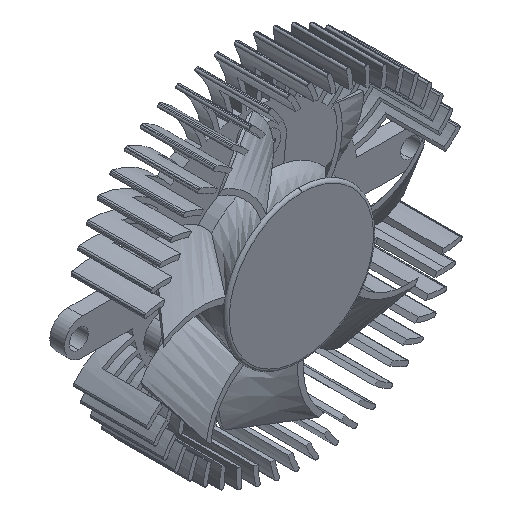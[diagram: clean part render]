
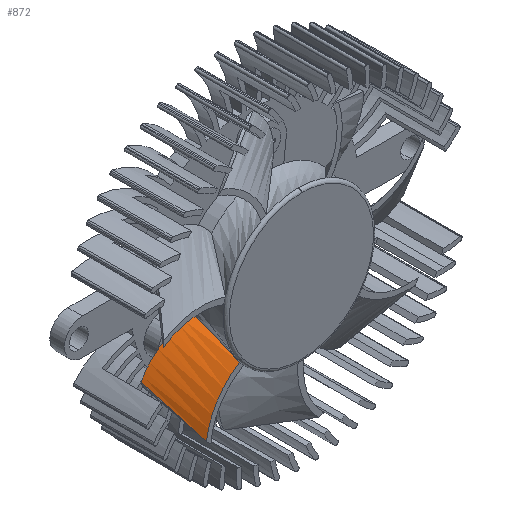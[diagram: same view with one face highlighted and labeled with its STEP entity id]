
A CAD part, isometric view. The second image highlights one B-rep face of the part: STEP entity #872.
In plain terms, the highlighted free-form (B-spline) face has degree [3, 3] with [7, 7] control points.
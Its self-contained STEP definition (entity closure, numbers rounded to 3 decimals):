
#22 = CARTESIAN_POINT ( 'NONE',  ( -16.28, 1.667, 6.091 ) ) ;
#137 = CARTESIAN_POINT ( 'NONE',  ( -20.818, 0., 6.661 ) ) ;
#268 = CARTESIAN_POINT ( 'NONE',  ( -15.274, 5.05, 16.557 ) ) ;
#793 = LINE ( 'NONE', #10826, #14609 ) ;
#872 = ADVANCED_FACE ( 'NONE', ( #17653 ), #2870, .T. ) ;
#1055 = EDGE_CURVE ( 'NONE', #26207, #8868, #793, .T. ) ;
#1302 = CARTESIAN_POINT ( 'NONE',  ( -19.771, 0., 5.142 ) ) ;
#1823 = CARTESIAN_POINT ( 'NONE',  ( -13.625, 5., 11.439 ) ) ;
#1986 = ORIENTED_EDGE ( 'NONE', *, *, #7529, .T. ) ;
#2544 = VERTEX_POINT ( 'NONE', #10417 ) ;
#2688 = CARTESIAN_POINT ( 'NONE',  ( -10.553, 5.017, 8.241 ) ) ;
#2801 = CARTESIAN_POINT ( 'NONE',  ( -13.625, 5., 11.439 ) ) ;
#2870 = B_SPLINE_SURFACE_WITH_KNOTS ( 'NONE', 3, 3, ( 
 ( #30232, #24733, #8141, #27532, #10913, #30351, #13688 ),
 ( #33168, #16458, #35959, #19232, #2688, #22060, #5464 ),
 ( #24838, #8253, #27657, #11030, #30461, #13811, #33295 ),
 ( #16572, #22, #19360, #2801, #22172, #5576, #24968 ),
 ( #8362, #27767, #11155, #30572, #13914, #33416, #16697 ),
 ( #137, #19472, #2930, #22294, #5689, #25092, #8488 ),
 ( #27883, #11274, #30696, #14031, #33521, #16815, #268 ) ),
 .UNSPECIFIED., .F., .F., .F.,
 ( 4, 1, 1, 1, 4 ),
 ( 4, 3, 4 ),
 ( 0., 0.012, 0.024, 0.035, 0.047 ),
 ( 0., 1., 1.01 ),
 .UNSPECIFIED. ) ;
#2930 = CARTESIAN_POINT ( 'NONE',  ( -17.086, 3.333, 12.611 ) ) ;
#4057 = CARTESIAN_POINT ( 'NONE',  ( -21.22, 0., 7.48 ) ) ;
#4455 = CARTESIAN_POINT ( 'NONE',  ( -21.22, 0., 7.48 ) ) ;
#4589 = CARTESIAN_POINT ( 'NONE',  ( -10.562, 5., 8.221 ) ) ;
#5464 = CARTESIAN_POINT ( 'NONE',  ( -10.535, 5.05, 8.281 ) ) ;
#5576 = CARTESIAN_POINT ( 'NONE',  ( -13.599, 5.033, 11.492 ) ) ;
#5689 = CARTESIAN_POINT ( 'NONE',  ( -15.202, 5.017, 15.616 ) ) ;
#5910 = CARTESIAN_POINT ( 'NONE',  ( -12.288, 0., 2.292 ) ) ;
#7529 = EDGE_CURVE ( 'NONE', #8868, #2544, #11031, .T. ) ;
#8141 = CARTESIAN_POINT ( 'NONE',  ( -10.638, 3.333, 5.926 ) ) ;
#8253 = CARTESIAN_POINT ( 'NONE',  ( -14.009, 1.667, 4.709 ) ) ;
#8362 = CARTESIAN_POINT ( 'NONE',  ( -19.771, 0., 5.142 ) ) ;
#8488 = CARTESIAN_POINT ( 'NONE',  ( -15.165, 5.05, 15.675 ) ) ;
#8868 = VERTEX_POINT ( 'NONE', #17850 ) ;
#9743 = CARTESIAN_POINT ( 'NONE',  ( -12.288, 0., 2.292 ) ) ;
#10417 = CARTESIAN_POINT ( 'NONE',  ( -9.813, 5., 7.743 ) ) ;
#10826 = CARTESIAN_POINT ( 'NONE',  ( -18.276, 2.5, 11.974 ) ) ;
#10904 = ORIENTED_EDGE ( 'NONE', *, *, #1055, .T. ) ;
#10913 = CARTESIAN_POINT ( 'NONE',  ( -9.805, 5.017, 7.761 ) ) ;
#11030 = CARTESIAN_POINT ( 'NONE',  ( -11.953, 5., 9.343 ) ) ;
#11031 = B_SPLINE_CURVE_WITH_KNOTS ( 'NONE', 3,
 ( #32302, #35070, #18363, #1823, #21180, #4589, #23974 ),
 .UNSPECIFIED., .F., .F.,
 ( 4, 1, 1, 1, 4 ),
 ( 0., 0.003, 0.005, 0.008, 0.011 ),
 .UNSPECIFIED. ) ;
#11155 = CARTESIAN_POINT ( 'NONE',  ( -16.459, 3.333, 10.946 ) ) ;
#11274 = CARTESIAN_POINT ( 'NONE',  ( -19.258, 1.667, 10.476 ) ) ;
#12258 = CARTESIAN_POINT ( 'NONE',  ( -13.199, 0., 2.235 ) ) ;
#13434 = VERTEX_POINT ( 'NONE', #9743 ) ;
#13688 = CARTESIAN_POINT ( 'NONE',  ( -9.789, 5.05, 7.797 ) ) ;
#13811 = CARTESIAN_POINT ( 'NONE',  ( -11.933, 5.033, 9.389 ) ) ;
#13914 = CARTESIAN_POINT ( 'NONE',  ( -14.786, 5.017, 13.877 ) ) ;
#14031 = CARTESIAN_POINT ( 'NONE',  ( -15.333, 5., 16.467 ) ) ;
#14594 = EDGE_CURVE ( 'NONE', #13434, #2544, #25482, .T. ) ;
#14609 = VECTOR ( 'NONE', #27439, 1000. ) ;
#16458 = CARTESIAN_POINT ( 'NONE',  ( -12.32, 1.667, 4.231 ) ) ;
#16572 = CARTESIAN_POINT ( 'NONE',  ( -17.608, 0., 3.417 ) ) ;
#16697 = CARTESIAN_POINT ( 'NONE',  ( -14.753, 5.05, 13.935 ) ) ;
#16815 = CARTESIAN_POINT ( 'NONE',  ( -15.293, 5.033, 16.527 ) ) ;
#17033 = CARTESIAN_POINT ( 'NONE',  ( -9.813, 5., 7.743 ) ) ;
#17653 = FACE_OUTER_BOUND ( 'NONE', #27062, .T. ) ;
#17797 = ORIENTED_EDGE ( 'NONE', *, *, #14594, .F. ) ;
#17822 = CARTESIAN_POINT ( 'NONE',  ( -17.608, 0., 3.417 ) ) ;
#17850 = CARTESIAN_POINT ( 'NONE',  ( -15.333, 5., 16.467 ) ) ;
#18363 = CARTESIAN_POINT ( 'NONE',  ( -14.803, 5., 13.848 ) ) ;
#19232 = CARTESIAN_POINT ( 'NONE',  ( -10.562, 5., 8.221 ) ) ;
#19360 = CARTESIAN_POINT ( 'NONE',  ( -14.953, 3.333, 8.765 ) ) ;
#19472 = CARTESIAN_POINT ( 'NONE',  ( -18.952, 1.667, 9.636 ) ) ;
#20617 = CARTESIAN_POINT ( 'NONE',  ( -20.818, 0., 6.661 ) ) ;
#21180 = CARTESIAN_POINT ( 'NONE',  ( -11.953, 5., 9.343 ) ) ;
#22060 = CARTESIAN_POINT ( 'NONE',  ( -10.544, 5.033, 8.261 ) ) ;
#22172 = CARTESIAN_POINT ( 'NONE',  ( -13.612, 5.017, 11.466 ) ) ;
#22294 = CARTESIAN_POINT ( 'NONE',  ( -15.22, 5., 15.586 ) ) ;
#23974 = CARTESIAN_POINT ( 'NONE',  ( -9.813, 5., 7.743 ) ) ;
#24733 = CARTESIAN_POINT ( 'NONE',  ( -11.463, 1.667, 4.109 ) ) ;
#24838 = CARTESIAN_POINT ( 'NONE',  ( -15.037, 0., 2.392 ) ) ;
#24968 = CARTESIAN_POINT ( 'NONE',  ( -13.586, 5.05, 11.519 ) ) ;
#25092 = CARTESIAN_POINT ( 'NONE',  ( -15.183, 5.033, 15.645 ) ) ;
#25309 = CARTESIAN_POINT ( 'NONE',  ( -11.463, 1.667, 4.109 ) ) ;
#25482 = B_SPLINE_CURVE_WITH_KNOTS ( 'NONE', 3,
 ( #5910, #25309, #33751, #17033 ),
 .UNSPECIFIED., .F., .F.,
 ( 4, 4 ),
 ( 0., 0.008 ),
 .UNSPECIFIED. ) ;
#26111 = CARTESIAN_POINT ( 'NONE',  ( -12.288, 0., 2.292 ) ) ;
#26207 = VERTEX_POINT ( 'NONE', #4455 ) ;
#26738 = EDGE_CURVE ( 'NONE', #13434, #26207, #32014, .T. ) ;
#27062 = EDGE_LOOP ( 'NONE', ( #1986, #17797, #29212, #10904 ) ) ;
#27439 = DIRECTION ( 'NONE',  ( 0.497, 0.422, 0.758 ) ) ;
#27532 = CARTESIAN_POINT ( 'NONE',  ( -9.813, 5., 7.742 ) ) ;
#27657 = CARTESIAN_POINT ( 'NONE',  ( -12.981, 3.333, 7.026 ) ) ;
#27767 = CARTESIAN_POINT ( 'NONE',  ( -18.115, 1.667, 8.044 ) ) ;
#27883 = CARTESIAN_POINT ( 'NONE',  ( -21.22, 0., 7.48 ) ) ;
#29212 = ORIENTED_EDGE ( 'NONE', *, *, #26738, .T. ) ;
#30232 = CARTESIAN_POINT ( 'NONE',  ( -12.288, 0., 2.292 ) ) ;
#30351 = CARTESIAN_POINT ( 'NONE',  ( -9.797, 5.033, 7.779 ) ) ;
#30461 = CARTESIAN_POINT ( 'NONE',  ( -11.943, 5.017, 9.366 ) ) ;
#30572 = CARTESIAN_POINT ( 'NONE',  ( -14.803, 5., 13.848 ) ) ;
#30696 = CARTESIAN_POINT ( 'NONE',  ( -17.295, 3.333, 13.471 ) ) ;
#32014 = B_SPLINE_CURVE_WITH_KNOTS ( 'NONE', 3,
 ( #26111, #12258, #34524, #17822, #1302, #20617, #4057 ),
 .UNSPECIFIED., .F., .F.,
 ( 4, 1, 1, 1, 4 ),
 ( 0., 0.003, 0.005, 0.008, 0.011 ),
 .UNSPECIFIED. ) ;
#32302 = CARTESIAN_POINT ( 'NONE',  ( -15.333, 5., 16.467 ) ) ;
#33168 = CARTESIAN_POINT ( 'NONE',  ( -13.199, 0., 2.235 ) ) ;
#33295 = CARTESIAN_POINT ( 'NONE',  ( -11.922, 5.05, 9.413 ) ) ;
#33416 = CARTESIAN_POINT ( 'NONE',  ( -14.77, 5.033, 13.906 ) ) ;
#33521 = CARTESIAN_POINT ( 'NONE',  ( -15.313, 5.017, 16.497 ) ) ;
#33751 = CARTESIAN_POINT ( 'NONE',  ( -10.638, 3.333, 5.926 ) ) ;
#34524 = CARTESIAN_POINT ( 'NONE',  ( -15.037, 0., 2.392 ) ) ;
#35070 = CARTESIAN_POINT ( 'NONE',  ( -15.22, 5., 15.586 ) ) ;
#35959 = CARTESIAN_POINT ( 'NONE',  ( -11.441, 3.333, 6.226 ) ) ;
